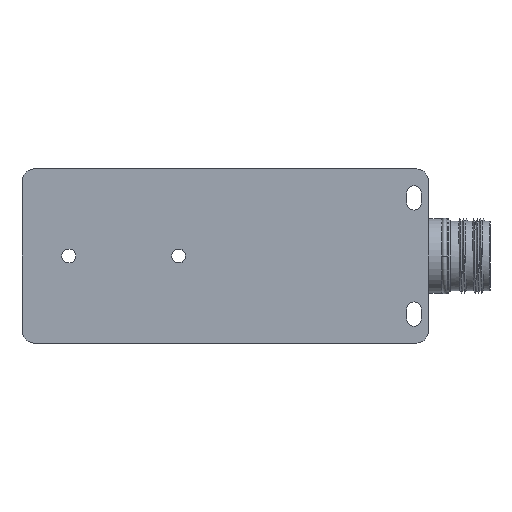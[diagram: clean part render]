
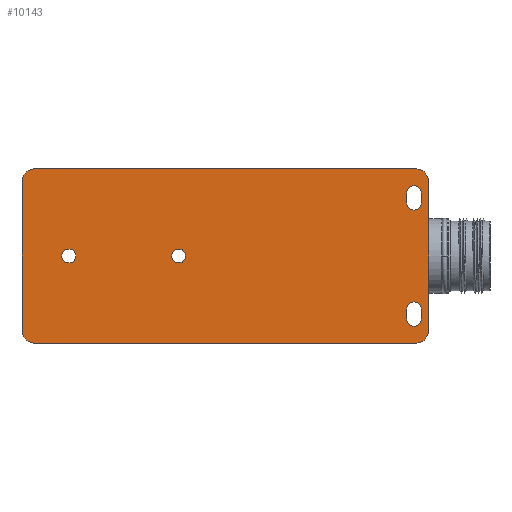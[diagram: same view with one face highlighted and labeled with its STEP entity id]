
A CAD part, front view. The second image highlights one B-rep face of the part: STEP entity #10143.
In plain terms, the highlighted planar face has unit normal (0, -1, 0).
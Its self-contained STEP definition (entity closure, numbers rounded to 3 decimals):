
#1229=PLANE('',#34076);
#1551=FACE_BOUND('',#13630,.T.);
#1552=FACE_BOUND('',#13631,.T.);
#1553=FACE_BOUND('',#13632,.T.);
#1554=FACE_BOUND('',#13633,.T.);
#1555=FACE_BOUND('',#13634,.T.);
#5215=LINE('',#52836,#8420);
#5219=LINE('',#52850,#8424);
#5224=LINE('',#52865,#8429);
#5227=LINE('',#52873,#8432);
#5231=LINE('',#52884,#8436);
#5237=LINE('',#52900,#8442);
#5238=LINE('',#52909,#8443);
#5262=LINE('',#52973,#8467);
#8420=VECTOR('',#42911,1.);
#8424=VECTOR('',#42925,1.);
#8429=VECTOR('',#42940,1.);
#8432=VECTOR('',#42949,1.);
#8436=VECTOR('',#42959,1.);
#8442=VECTOR('',#42973,1.);
#8443=VECTOR('',#42986,1.);
#8467=VECTOR('',#43048,1.);
#10143=ADVANCED_FACE('',(#1551,#1552,#1553,#1554,#1555),#1229,.T.);
#13630=EDGE_LOOP('',(#22475,#22476,#22477,#22478,#22479,#22480,#22481,#22482));
#13631=EDGE_LOOP('',(#22483,#22484,#22485,#22486,#22487));
#13632=EDGE_LOOP('',(#22488,#22489,#22490,#22491,#22492));
#13633=EDGE_LOOP('',(#22493,#22494,#22495,#22496));
#13634=EDGE_LOOP('',(#22497,#22498,#22499,#22500));
#22475=ORIENTED_EDGE('',*,*,#29925,.T.);
#22476=ORIENTED_EDGE('',*,*,#29909,.T.);
#22477=ORIENTED_EDGE('',*,*,#29907,.F.);
#22478=ORIENTED_EDGE('',*,*,#29905,.T.);
#22479=ORIENTED_EDGE('',*,*,#29903,.T.);
#22480=ORIENTED_EDGE('',*,*,#29955,.T.);
#22481=ORIENTED_EDGE('',*,*,#29956,.T.);
#22482=ORIENTED_EDGE('',*,*,#29957,.T.);
#22483=ORIENTED_EDGE('',*,*,#29921,.T.);
#22484=ORIENTED_EDGE('',*,*,#29924,.T.);
#22485=ORIENTED_EDGE('',*,*,#29912,.F.);
#22486=ORIENTED_EDGE('',*,*,#29917,.T.);
#22487=ORIENTED_EDGE('',*,*,#29920,.T.);
#22488=ORIENTED_EDGE('',*,*,#29898,.T.);
#22489=ORIENTED_EDGE('',*,*,#29900,.T.);
#22490=ORIENTED_EDGE('',*,*,#29895,.F.);
#22491=ORIENTED_EDGE('',*,*,#29894,.T.);
#22492=ORIENTED_EDGE('',*,*,#29888,.T.);
#22493=ORIENTED_EDGE('',*,*,#29886,.T.);
#22494=ORIENTED_EDGE('',*,*,#29885,.T.);
#22495=ORIENTED_EDGE('',*,*,#29883,.T.);
#22496=ORIENTED_EDGE('',*,*,#29882,.T.);
#22497=ORIENTED_EDGE('',*,*,#29880,.T.);
#22498=ORIENTED_EDGE('',*,*,#29879,.T.);
#22499=ORIENTED_EDGE('',*,*,#29877,.T.);
#22500=ORIENTED_EDGE('',*,*,#29876,.T.);
#25458=VERTEX_POINT('',#52810);
#25459=VERTEX_POINT('',#52812);
#25460=VERTEX_POINT('',#52814);
#25461=VERTEX_POINT('',#52818);
#25462=VERTEX_POINT('',#52822);
#25463=VERTEX_POINT('',#52824);
#25464=VERTEX_POINT('',#52826);
#25465=VERTEX_POINT('',#52830);
#25466=VERTEX_POINT('',#52834);
#25468=VERTEX_POINT('',#52837);
#25470=VERTEX_POINT('',#52843);
#25473=VERTEX_POINT('',#52851);
#25475=VERTEX_POINT('',#52857);
#25477=VERTEX_POINT('',#52864);
#25478=VERTEX_POINT('',#52866);
#25479=VERTEX_POINT('',#52870);
#25480=VERTEX_POINT('',#52874);
#25481=VERTEX_POINT('',#52878);
#25482=VERTEX_POINT('',#52882);
#25484=VERTEX_POINT('',#52885);
#25487=VERTEX_POINT('',#52893);
#25489=VERTEX_POINT('',#52899);
#25490=VERTEX_POINT('',#52903);
#25492=VERTEX_POINT('',#52910);
#25508=VERTEX_POINT('',#52970);
#25509=VERTEX_POINT('',#52974);
#29876=EDGE_CURVE('',#25459,#25458,#31160,.T.);
#29877=EDGE_CURVE('',#25460,#25459,#31161,.T.);
#29879=EDGE_CURVE('',#25461,#25460,#31162,.T.);
#29880=EDGE_CURVE('',#25458,#25461,#31163,.T.);
#29882=EDGE_CURVE('',#25463,#25462,#31164,.T.);
#29883=EDGE_CURVE('',#25464,#25463,#31165,.T.);
#29885=EDGE_CURVE('',#25465,#25464,#31166,.T.);
#29886=EDGE_CURVE('',#25462,#25465,#31167,.T.);
#29888=EDGE_CURVE('',#25468,#25466,#5215,.T.);
#29894=EDGE_CURVE('',#25470,#25468,#31170,.T.);
#29895=EDGE_CURVE('',#25470,#25473,#5219,.T.);
#29898=EDGE_CURVE('',#25466,#25475,#31171,.T.);
#29900=EDGE_CURVE('',#25475,#25473,#31173,.T.);
#29903=EDGE_CURVE('',#25478,#25477,#5224,.T.);
#29905=EDGE_CURVE('',#25479,#25478,#31174,.T.);
#29907=EDGE_CURVE('',#25479,#25480,#5227,.T.);
#29909=EDGE_CURVE('',#25481,#25480,#31175,.T.);
#29912=EDGE_CURVE('',#25482,#25484,#5231,.T.);
#29917=EDGE_CURVE('',#25482,#25487,#31177,.T.);
#29920=EDGE_CURVE('',#25487,#25489,#5237,.T.);
#29921=EDGE_CURVE('',#25489,#25490,#31178,.T.);
#29924=EDGE_CURVE('',#25490,#25484,#31181,.T.);
#29925=EDGE_CURVE('',#25492,#25481,#5238,.T.);
#29955=EDGE_CURVE('',#25477,#25508,#31186,.T.);
#29956=EDGE_CURVE('',#25508,#25509,#5262,.T.);
#29957=EDGE_CURVE('',#25509,#25492,#31187,.T.);
#31160=CIRCLE('',#34018,2.15);
#31161=CIRCLE('',#34019,2.15);
#31162=CIRCLE('',#34021,2.15);
#31163=CIRCLE('',#34022,2.15);
#31164=CIRCLE('',#34024,2.15);
#31165=CIRCLE('',#34025,2.15);
#31166=CIRCLE('',#34027,2.15);
#31167=CIRCLE('',#34028,2.15);
#31170=CIRCLE('',#34033,2.25);
#31171=CIRCLE('',#34036,2.25);
#31173=CIRCLE('',#34038,2.25);
#31174=CIRCLE('',#34041,4.);
#31175=CIRCLE('',#34044,4.);
#31177=CIRCLE('',#34048,2.25);
#31178=CIRCLE('',#34051,2.25);
#31181=CIRCLE('',#34054,2.25);
#31186=CIRCLE('',#34073,4.);
#31187=CIRCLE('',#34075,4.);
#34018=AXIS2_PLACEMENT_3D('',#52811,#42883,#42884);
#34019=AXIS2_PLACEMENT_3D('',#52813,#42885,#42886);
#34021=AXIS2_PLACEMENT_3D('',#52817,#42890,#42891);
#34022=AXIS2_PLACEMENT_3D('',#52819,#42892,#42893);
#34024=AXIS2_PLACEMENT_3D('',#52823,#42897,#42898);
#34025=AXIS2_PLACEMENT_3D('',#52825,#42899,#42900);
#34027=AXIS2_PLACEMENT_3D('',#52829,#42904,#42905);
#34028=AXIS2_PLACEMENT_3D('',#52831,#42906,#42907);
#34033=AXIS2_PLACEMENT_3D('',#52848,#42921,#42922);
#34036=AXIS2_PLACEMENT_3D('',#52856,#42930,#42931);
#34038=AXIS2_PLACEMENT_3D('',#52859,#42934,#42935);
#34041=AXIS2_PLACEMENT_3D('',#52869,#42944,#42945);
#34044=AXIS2_PLACEMENT_3D('',#52877,#42953,#42954);
#34048=AXIS2_PLACEMENT_3D('',#52894,#42967,#42968);
#34051=AXIS2_PLACEMENT_3D('',#52902,#42976,#42977);
#34054=AXIS2_PLACEMENT_3D('',#52907,#42982,#42983);
#34073=AXIS2_PLACEMENT_3D('',#52971,#43044,#43045);
#34075=AXIS2_PLACEMENT_3D('',#52975,#43049,#43050);
#34076=AXIS2_PLACEMENT_3D('',#52976,#43051,#43052);
#42883=DIRECTION('',(0.,1.,0.));
#42884=DIRECTION('',(0.,0.,-1.));
#42885=DIRECTION('',(0.,1.,0.));
#42886=DIRECTION('',(1.,0.,0.));
#42890=DIRECTION('',(0.,1.,0.));
#42891=DIRECTION('',(0.,0.,1.));
#42892=DIRECTION('',(0.,1.,0.));
#42893=DIRECTION('',(-1.,0.,0.));
#42897=DIRECTION('',(0.,1.,0.));
#42898=DIRECTION('',(0.,0.,-1.));
#42899=DIRECTION('',(0.,1.,0.));
#42900=DIRECTION('',(1.,0.,0.));
#42904=DIRECTION('',(0.,1.,0.));
#42905=DIRECTION('',(0.,0.,1.));
#42906=DIRECTION('',(0.,1.,0.));
#42907=DIRECTION('',(-1.,0.,0.));
#42911=DIRECTION('',(0.,0.,-1.));
#42921=DIRECTION('',(0.,1.,0.));
#42922=DIRECTION('',(-1.,0.,0.));
#42925=DIRECTION('',(0.,0.,-1.));
#42930=DIRECTION('',(0.,1.,0.));
#42931=DIRECTION('',(1.,0.,0.));
#42934=DIRECTION('',(0.,1.,0.));
#42935=DIRECTION('',(0.,0.,-1.));
#42940=DIRECTION('',(1.,0.,0.));
#42944=DIRECTION('',(0.,-1.,0.));
#42945=DIRECTION('',(-1.,0.,0.));
#42949=DIRECTION('',(0.,0.,1.));
#42953=DIRECTION('',(0.,-1.,0.));
#42954=DIRECTION('',(0.,0.,1.));
#42959=DIRECTION('',(0.,0.,-1.));
#42967=DIRECTION('',(0.,1.,0.));
#42968=DIRECTION('',(-1.,0.,0.));
#42973=DIRECTION('',(0.,0.,-1.));
#42976=DIRECTION('',(0.,1.,0.));
#42977=DIRECTION('',(1.,0.,0.));
#42982=DIRECTION('',(0.,1.,0.));
#42983=DIRECTION('',(0.,0.,-1.));
#42986=DIRECTION('',(-1.,0.,0.));
#43044=DIRECTION('',(0.,-1.,0.));
#43045=DIRECTION('',(0.,0.,-1.));
#43048=DIRECTION('',(0.,0.,1.));
#43049=DIRECTION('',(0.,-1.,0.));
#43050=DIRECTION('',(1.,0.,0.));
#43051=DIRECTION('',(0.,-1.,0.));
#43052=DIRECTION('',(0.,0.,-1.));
#52810=CARTESIAN_POINT('',(75.85,0.,0.));
#52811=CARTESIAN_POINT('',(78.,0.,0.));
#52812=CARTESIAN_POINT('',(78.,0.,-2.15));
#52813=CARTESIAN_POINT('',(78.,0.,0.));
#52814=CARTESIAN_POINT('',(80.15,0.,0.));
#52817=CARTESIAN_POINT('',(78.,0.,0.));
#52818=CARTESIAN_POINT('',(78.,0.,2.15));
#52819=CARTESIAN_POINT('',(78.,0.,0.));
#52822=CARTESIAN_POINT('',(41.85,0.,0.));
#52823=CARTESIAN_POINT('',(44.,0.,0.));
#52824=CARTESIAN_POINT('',(44.,0.,-2.15));
#52825=CARTESIAN_POINT('',(44.,0.,0.));
#52826=CARTESIAN_POINT('',(46.15,0.,0.));
#52829=CARTESIAN_POINT('',(44.,0.,0.));
#52830=CARTESIAN_POINT('',(44.,0.,2.15));
#52831=CARTESIAN_POINT('',(44.,0.,0.));
#52834=CARTESIAN_POINT('',(153.25,0.,-19.5));
#52836=CARTESIAN_POINT('',(153.25,0.,-16.5));
#52837=CARTESIAN_POINT('',(153.25,0.,-16.5));
#52843=CARTESIAN_POINT('',(148.75,0.,-16.5));
#52848=CARTESIAN_POINT('',(151.,0.,-16.5));
#52850=CARTESIAN_POINT('',(148.75,0.,-16.5));
#52851=CARTESIAN_POINT('',(148.75,0.,-19.5));
#52856=CARTESIAN_POINT('',(151.,0.,-19.5));
#52857=CARTESIAN_POINT('',(151.,0.,-21.75));
#52859=CARTESIAN_POINT('',(151.,0.,-19.5));
#52864=CARTESIAN_POINT('',(151.5,0.,-27.));
#52865=CARTESIAN_POINT('',(34.5,0.,-27.));
#52866=CARTESIAN_POINT('',(33.5,0.,-27.));
#52869=CARTESIAN_POINT('',(33.5,0.,-23.));
#52870=CARTESIAN_POINT('',(29.5,0.,-23.));
#52873=CARTESIAN_POINT('',(29.5,0.,-22.75));
#52874=CARTESIAN_POINT('',(29.5,0.,23.));
#52877=CARTESIAN_POINT('',(33.5,0.,23.));
#52878=CARTESIAN_POINT('',(33.5,0.,27.));
#52882=CARTESIAN_POINT('',(148.75,0.,19.5));
#52884=CARTESIAN_POINT('',(148.75,0.,19.5));
#52885=CARTESIAN_POINT('',(148.75,0.,16.5));
#52893=CARTESIAN_POINT('',(153.25,0.,19.5));
#52894=CARTESIAN_POINT('',(151.,0.,19.5));
#52899=CARTESIAN_POINT('',(153.25,0.,16.5));
#52900=CARTESIAN_POINT('',(153.25,0.,19.5));
#52902=CARTESIAN_POINT('',(151.,0.,16.5));
#52903=CARTESIAN_POINT('',(151.,0.,14.25));
#52907=CARTESIAN_POINT('',(151.,0.,16.5));
#52909=CARTESIAN_POINT('',(151.5,0.,27.));
#52910=CARTESIAN_POINT('',(151.5,0.,27.));
#52970=CARTESIAN_POINT('',(155.5,0.,-23.));
#52971=CARTESIAN_POINT('',(151.5,0.,-23.));
#52973=CARTESIAN_POINT('',(155.5,0.,-22.75));
#52974=CARTESIAN_POINT('',(155.5,0.,23.));
#52975=CARTESIAN_POINT('',(151.5,0.,23.));
#52976=CARTESIAN_POINT('',(28.381,0.,18.914));
